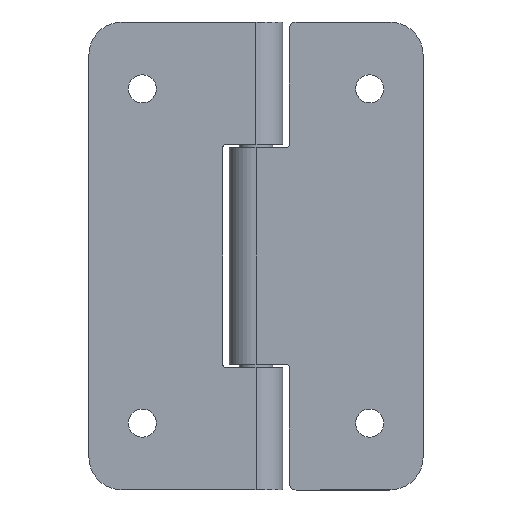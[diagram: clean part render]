
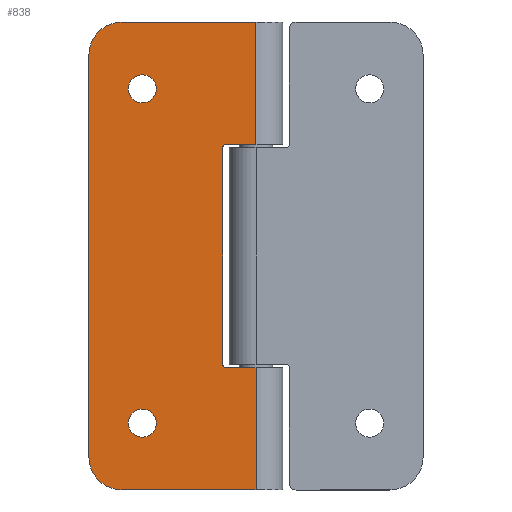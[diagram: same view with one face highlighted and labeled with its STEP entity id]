
A CAD part, front view. The second image highlights one B-rep face of the part: STEP entity #838.
In plain terms, the highlighted planar face has unit normal (0, -1, 0).
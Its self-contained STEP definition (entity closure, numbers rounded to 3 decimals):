
#53=FACE_BOUND('',#164,.T.);
#54=FACE_BOUND('',#165,.T.);
#75=PLANE('',#913);
#108=FACE_OUTER_BOUND('',#163,.T.);
#163=EDGE_LOOP('',(#663,#664,#665,#666,#667,#668,#669,#670,#671,#672,#673,
#674));
#164=EDGE_LOOP('',(#675));
#165=EDGE_LOOP('',(#676));
#209=LINE('',#1265,#273);
#212=LINE('',#1277,#276);
#219=LINE('',#1299,#283);
#227=LINE('',#1325,#291);
#228=LINE('',#1327,#292);
#229=LINE('',#1329,#293);
#235=LINE('',#1356,#299);
#236=LINE('',#1359,#300);
#273=VECTOR('',#992,4.5);
#276=VECTOR('',#1003,4.5);
#283=VECTOR('',#1022,60.);
#291=VECTOR('',#1048,20.);
#292=VECTOR('',#1051,32.4);
#293=VECTOR('',#1054,18.3);
#299=VECTOR('',#1088,20.);
#300=VECTOR('',#1093,18.3);
#334=CIRCLE('',#873,0.5);
#337=CIRCLE('',#878,0.5);
#341=CIRCLE('',#884,5.);
#346=CIRCLE('',#892,5.);
#351=CIRCLE('',#906,2.1);
#353=CIRCLE('',#910,2.1);
#383=VERTEX_POINT('',#1251);
#384=VERTEX_POINT('',#1253);
#388=VERTEX_POINT('',#1263);
#389=VERTEX_POINT('',#1267);
#390=VERTEX_POINT('',#1268);
#393=VERTEX_POINT('',#1276);
#397=VERTEX_POINT('',#1286);
#398=VERTEX_POINT('',#1287);
#402=VERTEX_POINT('',#1297);
#408=VERTEX_POINT('',#1315);
#411=VERTEX_POINT('',#1323);
#415=VERTEX_POINT('',#1346);
#417=VERTEX_POINT('',#1352);
#418=VERTEX_POINT('',#1355);
#463=EDGE_CURVE('',#383,#384,#334,.T.);
#469=EDGE_CURVE('',#383,#388,#209,.T.);
#470=EDGE_CURVE('',#389,#390,#337,.T.);
#474=EDGE_CURVE('',#393,#390,#212,.T.);
#479=EDGE_CURVE('',#397,#398,#341,.T.);
#485=EDGE_CURVE('',#397,#402,#219,.T.);
#495=EDGE_CURVE('',#408,#402,#346,.T.);
#499=EDGE_CURVE('',#411,#408,#227,.T.);
#500=EDGE_CURVE('',#389,#384,#228,.T.);
#501=EDGE_CURVE('',#393,#411,#229,.T.);
#509=EDGE_CURVE('',#415,#415,#351,.T.);
#511=EDGE_CURVE('',#417,#417,#353,.T.);
#512=EDGE_CURVE('',#398,#418,#235,.T.);
#514=EDGE_CURVE('',#418,#388,#236,.T.);
#663=ORIENTED_EDGE('',*,*,#479,.F.);
#664=ORIENTED_EDGE('',*,*,#485,.T.);
#665=ORIENTED_EDGE('',*,*,#495,.F.);
#666=ORIENTED_EDGE('',*,*,#499,.F.);
#667=ORIENTED_EDGE('',*,*,#501,.F.);
#668=ORIENTED_EDGE('',*,*,#474,.T.);
#669=ORIENTED_EDGE('',*,*,#470,.F.);
#670=ORIENTED_EDGE('',*,*,#500,.T.);
#671=ORIENTED_EDGE('',*,*,#463,.F.);
#672=ORIENTED_EDGE('',*,*,#469,.T.);
#673=ORIENTED_EDGE('',*,*,#514,.F.);
#674=ORIENTED_EDGE('',*,*,#512,.F.);
#675=ORIENTED_EDGE('',*,*,#509,.T.);
#676=ORIENTED_EDGE('',*,*,#511,.T.);
#838=ADVANCED_FACE('',(#108,#53,#54),#75,.T.);
#873=AXIS2_PLACEMENT_3D('',#1254,#981,#982);
#878=AXIS2_PLACEMENT_3D('',#1269,#995,#996);
#884=AXIS2_PLACEMENT_3D('',#1288,#1012,#1013);
#892=AXIS2_PLACEMENT_3D('',#1317,#1039,#1040);
#906=AXIS2_PLACEMENT_3D('',#1347,#1076,#1077);
#910=AXIS2_PLACEMENT_3D('',#1353,#1084,#1085);
#913=AXIS2_PLACEMENT_3D('',#1358,#1091,#1092);
#981=DIRECTION('center_axis',(0.,-1.,0.));
#982=DIRECTION('ref_axis',(0.707,0.,-0.707));
#992=DIRECTION('',(-1.,0.,0.));
#995=DIRECTION('center_axis',(0.,-1.,0.));
#996=DIRECTION('ref_axis',(0.707,0.,0.707));
#1003=DIRECTION('',(1.,0.,0.));
#1012=DIRECTION('center_axis',(0.,1.,0.));
#1013=DIRECTION('ref_axis',(0.707,0.,-0.707));
#1022=DIRECTION('',(0.,0.,1.));
#1039=DIRECTION('center_axis',(0.,1.,0.));
#1040=DIRECTION('ref_axis',(0.707,0.,0.707));
#1048=DIRECTION('',(1.,0.,0.));
#1051=DIRECTION('',(0.,0.,-1.));
#1054=DIRECTION('',(0.,0.,1.));
#1076=DIRECTION('center_axis',(0.,1.,0.));
#1077=DIRECTION('ref_axis',(1.,0.,0.));
#1084=DIRECTION('center_axis',(0.,1.,0.));
#1085=DIRECTION('ref_axis',(1.,0.,0.));
#1088=DIRECTION('',(-1.,0.,0.));
#1091=DIRECTION('center_axis',(0.,-1.,0.));
#1092=DIRECTION('ref_axis',(1.,0.,0.));
#1093=DIRECTION('',(0.,0.,1.));
#1251=CARTESIAN_POINT('',(4.5,-4.,-16.7));
#1253=CARTESIAN_POINT('',(5.,-4.,-16.2));
#1254=CARTESIAN_POINT('Origin',(4.5,-4.,-16.2));
#1263=CARTESIAN_POINT('',(0.,-4.,-16.7));
#1265=CARTESIAN_POINT('',(-11.053,-4.,-16.7));
#1267=CARTESIAN_POINT('',(5.,-4.,16.2));
#1268=CARTESIAN_POINT('',(4.5,-4.,16.7));
#1269=CARTESIAN_POINT('Origin',(4.5,-4.,16.2));
#1276=CARTESIAN_POINT('',(0.,-4.,16.7));
#1277=CARTESIAN_POINT('',(2.5,-4.,16.7));
#1286=CARTESIAN_POINT('',(25.,-4.,-30.));
#1287=CARTESIAN_POINT('',(20.,-4.,-35.));
#1288=CARTESIAN_POINT('Origin',(20.,-4.,-30.));
#1297=CARTESIAN_POINT('',(25.,-4.,30.));
#1299=CARTESIAN_POINT('',(25.,-4.,0.));
#1315=CARTESIAN_POINT('',(20.,-4.,35.));
#1317=CARTESIAN_POINT('Origin',(20.,-4.,30.));
#1323=CARTESIAN_POINT('',(0.,-4.,35.));
#1325=CARTESIAN_POINT('',(0.,-4.,35.));
#1327=CARTESIAN_POINT('',(5.,-4.,-8.35));
#1329=CARTESIAN_POINT('',(0.,-4.,0.));
#1346=CARTESIAN_POINT('',(14.9,-4.,25.));
#1347=CARTESIAN_POINT('Origin',(17.,-4.,25.));
#1352=CARTESIAN_POINT('',(14.9,-4.,-25.));
#1353=CARTESIAN_POINT('Origin',(17.,-4.,-25.));
#1355=CARTESIAN_POINT('',(0.,-4.,-35.));
#1356=CARTESIAN_POINT('',(0.,-4.,-35.));
#1358=CARTESIAN_POINT('Origin',(0.,-4.,0.));
#1359=CARTESIAN_POINT('',(0.,-4.,0.));
